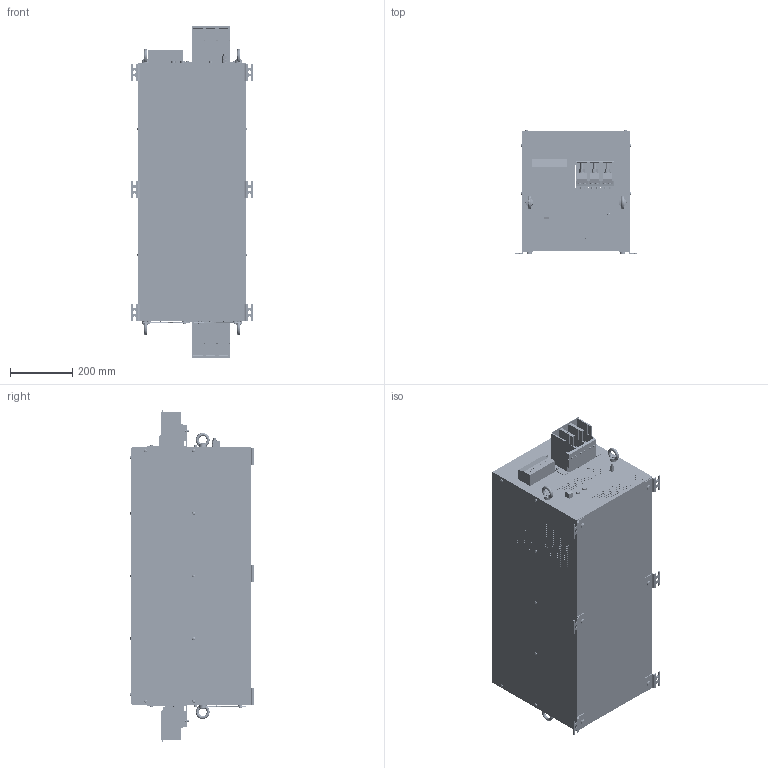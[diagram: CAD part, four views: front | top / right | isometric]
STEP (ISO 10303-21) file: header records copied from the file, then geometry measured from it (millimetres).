
FILE_DESCRIPTION (( 'STEP AP214' ), '1' );
FILE_NAME ('480988.STEP', '2022-06-14T12:32:41', ( '' ), ( '' ), 'SwSTEP 2.0', 'SolidWorks 2018', '' );
FILE_SCHEMA (( 'AUTOMOTIVE_DESIGN' ));
Length unit declared in the file: millimetre
Products named in the file (1): 480988
Bounding box: 393 x 398.77 x 1067.5 mm (x, y, z)
Volume: 6289306.6 mm3; surface area: 3601315.5 mm2
Topology: 1 solids, 35 shells, 7206 faces, 16183 edges, 10594 vertices
Faces by surface type: cylinder 3694, plane 2825, torus 449, cone 194, sphere 28, bspline 16
Entity records: 213083 total; most frequent: CARTESIAN_POINT 43236, DIRECTION 38874, ORIENTED_EDGE 32366, EDGE_CURVE 16183, AXIS2_PLACEMENT_3D 15991, VERTEX_POINT 10594, EDGE_LOOP 9153, CIRCLE 8800
